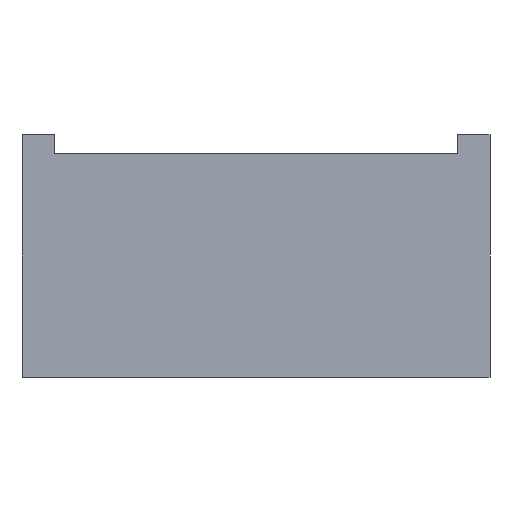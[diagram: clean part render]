
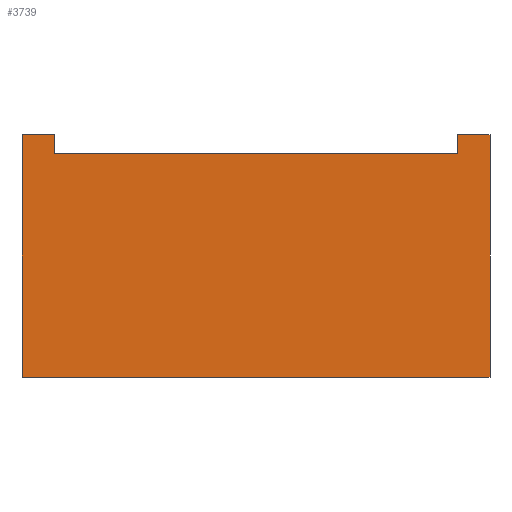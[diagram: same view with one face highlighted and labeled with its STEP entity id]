
A CAD part, left-side view. The second image highlights one B-rep face of the part: STEP entity #3739.
In plain terms, the highlighted free-form (B-spline) face has degree [1, 1] with [2, 2] control points.
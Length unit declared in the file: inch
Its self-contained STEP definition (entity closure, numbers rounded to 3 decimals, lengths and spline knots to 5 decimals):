
#506=DIRECTION('',(0.,-1.,0.));
#507=VECTOR('',#506,0.026);
#508=CARTESIAN_POINT('',(-0.155,-0.1625,0.195));
#509=LINE('',#508,#507);
#562=DIRECTION('',(0.,-1.,0.));
#563=VECTOR('',#562,0.026);
#564=CARTESIAN_POINT('',(-0.155,0.1885,0.195));
#565=LINE('',#564,#563);
#639=DIRECTION('',(0.,-1.,0.));
#640=VECTOR('',#639,0.325);
#641=CARTESIAN_POINT('',(-0.155,0.1625,0.18));
#642=LINE('',#641,#640);
#646=DIRECTION('',(0.,0.,-1.));
#647=VECTOR('',#646,0.015);
#648=CARTESIAN_POINT('',(-0.155,-0.1625,0.195));
#649=LINE('',#648,#647);
#653=DIRECTION('',(0.,0.,1.));
#654=VECTOR('',#653,0.195);
#655=CARTESIAN_POINT('',(-0.155,0.1885,0.));
#656=LINE('',#655,#654);
#660=DIRECTION('',(0.,0.,-1.));
#661=VECTOR('',#660,0.015);
#662=CARTESIAN_POINT('',(-0.155,0.1625,0.195));
#663=LINE('',#662,#661);
#688=DIRECTION('',(0.,0.,1.));
#689=VECTOR('',#688,0.195);
#690=CARTESIAN_POINT('',(-0.155,-0.1885,0.));
#691=LINE('',#690,#689);
#2068=DIRECTION('',(0.,-1.,0.));
#2069=VECTOR('',#2068,0.377);
#2070=CARTESIAN_POINT('',(-0.155,0.1885,0.));
#2071=LINE('',#2070,#2069);
#2846=CARTESIAN_POINT('',(-0.155,0.1885,0.));
#2847=CARTESIAN_POINT('',(-0.155,-0.1885,0.));
#2848=VERTEX_POINT('',#2846);
#2849=VERTEX_POINT('',#2847);
#2854=CARTESIAN_POINT('',(-0.155,0.1885,0.195));
#2855=VERTEX_POINT('',#2854);
#2856=CARTESIAN_POINT('',(-0.155,-0.1885,0.195));
#2857=VERTEX_POINT('',#2856);
#2868=CARTESIAN_POINT('',(-0.155,-0.1625,0.195));
#2870=VERTEX_POINT('',#2868);
#2880=CARTESIAN_POINT('',(-0.155,0.1625,0.18));
#2881=CARTESIAN_POINT('',(-0.155,-0.1625,0.18));
#2882=VERTEX_POINT('',#2880);
#2883=VERTEX_POINT('',#2881);
#2884=CARTESIAN_POINT('',(-0.155,0.1625,0.195));
#2885=VERTEX_POINT('',#2884);
#3721=CARTESIAN_POINT('',(-0.155,0.19604,-0.0039));
#3722=CARTESIAN_POINT('',(-0.155,0.19604,0.1989));
#3723=CARTESIAN_POINT('',(-0.155,-0.19604,-0.0039));
#3724=CARTESIAN_POINT('',(-0.155,-0.19604,0.1989));
#3725=B_SPLINE_SURFACE_WITH_KNOTS('',1,1,((#3721,#3722),(#3723,#3724)),
.UNSPECIFIED.,.F.,.F.,.F.,(2,2),(2,2),(-0.00754,0.38454),(-0.0039,0.1989),
.UNSPECIFIED.);
#3726=ORIENTED_EDGE('',*,*,#3529,.T.);
#3728=ORIENTED_EDGE('',*,*,#3727,.F.);
#3729=ORIENTED_EDGE('',*,*,#3590,.T.);
#3731=ORIENTED_EDGE('',*,*,#3730,.F.);
#3733=ORIENTED_EDGE('',*,*,#3732,.F.);
#3734=ORIENTED_EDGE('',*,*,#3685,.T.);
#3735=ORIENTED_EDGE('',*,*,#3620,.T.);
#3736=ORIENTED_EDGE('',*,*,#3542,.T.);
#3737=EDGE_LOOP('',(#3726,#3728,#3729,#3731,#3733,#3734,#3735,#3736));
#3738=FACE_OUTER_BOUND('',#3737,.F.);
#3739=ADVANCED_FACE('',(#3738),#3725,.T.);
#3529=EDGE_CURVE('',#2882,#2883,#642,.T.);
#3542=EDGE_CURVE('',#2885,#2882,#663,.T.);
#3590=EDGE_CURVE('',#2870,#2857,#509,.T.);
#3620=EDGE_CURVE('',#2855,#2885,#565,.T.);
#3685=EDGE_CURVE('',#2848,#2855,#656,.T.);
#3727=EDGE_CURVE('',#2870,#2883,#649,.T.);
#3730=EDGE_CURVE('',#2849,#2857,#691,.T.);
#3732=EDGE_CURVE('',#2848,#2849,#2071,.T.);
